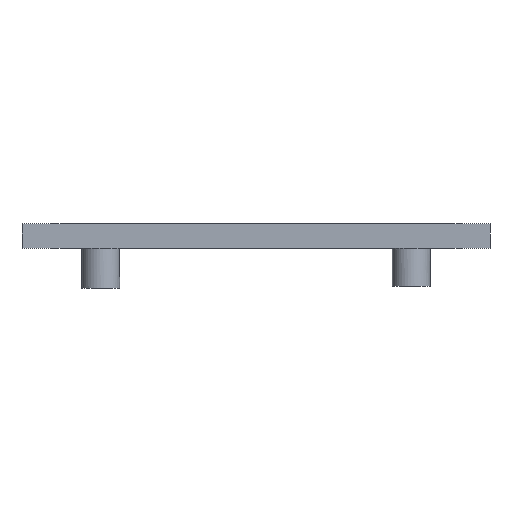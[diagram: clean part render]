
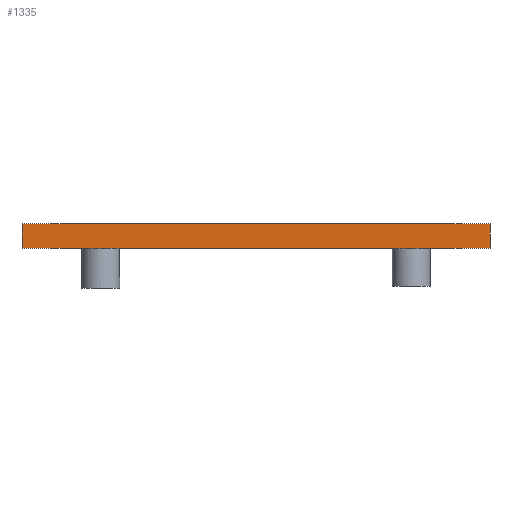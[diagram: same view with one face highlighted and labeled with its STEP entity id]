
A CAD part, front view. The second image highlights one B-rep face of the part: STEP entity #1335.
In plain terms, the highlighted planar face has unit normal (0, -1, 0).
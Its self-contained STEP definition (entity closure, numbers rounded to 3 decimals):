
#155=FACE_OUTER_BOUND('',#256,.T.);
#256=EDGE_LOOP('',(#1222,#1223,#1224,#1225));
#336=LINE('',#2161,#443);
#347=LINE('',#2236,#454);
#362=LINE('',#2296,#469);
#363=LINE('',#2298,#470);
#443=VECTOR('',#1746,10.);
#454=VECTOR('',#1831,10.);
#469=VECTOR('',#1910,10.);
#470=VECTOR('',#1913,10.);
#629=VERTEX_POINT('',#2158);
#630=VERTEX_POINT('',#2160);
#656=VERTEX_POINT('',#2233);
#657=VERTEX_POINT('',#2235);
#790=EDGE_CURVE('',#630,#629,#336,.T.);
#826=EDGE_CURVE('',#656,#657,#347,.T.);
#854=EDGE_CURVE('',#656,#630,#362,.T.);
#855=EDGE_CURVE('',#657,#629,#363,.T.);
#1222=ORIENTED_EDGE('',*,*,#826,.F.);
#1223=ORIENTED_EDGE('',*,*,#854,.T.);
#1224=ORIENTED_EDGE('',*,*,#790,.T.);
#1225=ORIENTED_EDGE('',*,*,#855,.F.);
#1262=PLANE('',#1501);
#1335=ADVANCED_FACE('',(#155),#1262,.T.);
#1501=AXIS2_PLACEMENT_3D('',#2299,#1914,#1915);
#1746=DIRECTION('',(1.,0.,0.));
#1831=DIRECTION('',(1.,0.,0.));
#1910=DIRECTION('',(0.,0.,-1.));
#1913=DIRECTION('',(0.,0.,-1.));
#1914=DIRECTION('center_axis',(0.,-1.,0.));
#1915=DIRECTION('ref_axis',(-1.,0.,0.));
#2158=CARTESIAN_POINT('',(71.85,0.,-3.85));
#2160=CARTESIAN_POINT('',(-2.,0.,-3.85));
#2161=CARTESIAN_POINT('',(53.388,0.,-3.85));
#2233=CARTESIAN_POINT('',(-2.,0.,0.));
#2235=CARTESIAN_POINT('',(71.85,0.,0.));
#2236=CARTESIAN_POINT('',(0.,0.,0.));
#2296=CARTESIAN_POINT('',(-2.,0.,0.));
#2298=CARTESIAN_POINT('',(71.85,0.,0.));
#2299=CARTESIAN_POINT('Origin',(69.85,0.,0.));
